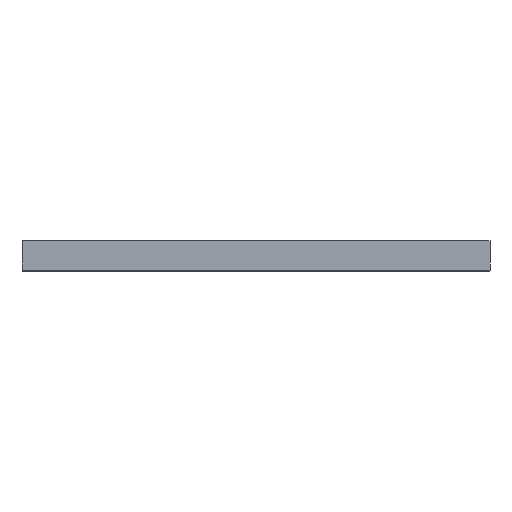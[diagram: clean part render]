
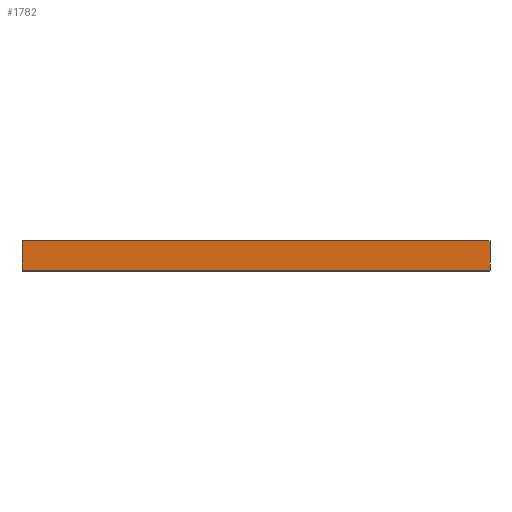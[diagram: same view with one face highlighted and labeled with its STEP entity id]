
A CAD part, top view. The second image highlights one B-rep face of the part: STEP entity #1782.
In plain terms, the highlighted planar face has unit normal (0, 0, 1).
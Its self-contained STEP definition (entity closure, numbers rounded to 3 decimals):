
#15 = LINE ( 'NONE', #61, #1279 ) ;
#61 = CARTESIAN_POINT ( 'NONE',  ( -4., 2.5, 52. ) ) ;
#134 = DIRECTION ( 'NONE',  ( 1., 0., 0. ) ) ;
#265 = EDGE_CURVE ( 'NONE', #1276, #1232, #910, .T. ) ;
#304 = LINE ( 'NONE', #1265, #2158 ) ;
#427 = DIRECTION ( 'NONE',  ( 1., 0., 0. ) ) ;
#434 = CARTESIAN_POINT ( 'NONE',  ( 36., 2.5, 52. ) ) ;
#486 = DIRECTION ( 'NONE',  ( 0., -1., 0. ) ) ;
#520 = CARTESIAN_POINT ( 'NONE',  ( -4., 0., 52. ) ) ;
#580 = CARTESIAN_POINT ( 'NONE',  ( 36., 0., 52. ) ) ;
#708 = EDGE_CURVE ( 'NONE', #2333, #1276, #15, .T. ) ;
#741 = VECTOR ( 'NONE', #2390, 1000. ) ;
#820 = ORIENTED_EDGE ( 'NONE', *, *, #708, .T. ) ;
#910 = LINE ( 'NONE', #1648, #974 ) ;
#974 = VECTOR ( 'NONE', #134, 1000. ) ;
#1065 = ORIENTED_EDGE ( 'NONE', *, *, #265, .T. ) ;
#1232 = VERTEX_POINT ( 'NONE', #580 ) ;
#1265 = CARTESIAN_POINT ( 'NONE',  ( -4., 2.5, 52. ) ) ;
#1276 = VERTEX_POINT ( 'NONE', #520 ) ;
#1279 = VECTOR ( 'NONE', #486, 1000. ) ;
#1447 = CARTESIAN_POINT ( 'NONE',  ( 36., 2.5, 52. ) ) ;
#1473 = EDGE_LOOP ( 'NONE', ( #1065, #2506, #2528, #820 ) ) ;
#1512 = VERTEX_POINT ( 'NONE', #1447 ) ;
#1648 = CARTESIAN_POINT ( 'NONE',  ( -4., 0., 52. ) ) ;
#1692 = PLANE ( 'NONE',  #2767 ) ;
#1782 = ADVANCED_FACE ( 'NONE', ( #2411 ), #1692, .F. ) ;
#2052 = EDGE_CURVE ( 'NONE', #2333, #1512, #304, .T. ) ;
#2158 = VECTOR ( 'NONE', #427, 1000. ) ;
#2333 = VERTEX_POINT ( 'NONE', #2824 ) ;
#2359 = EDGE_CURVE ( 'NONE', #1512, #1232, #2827, .T. ) ;
#2390 = DIRECTION ( 'NONE',  ( 0., -1., 0. ) ) ;
#2411 = FACE_OUTER_BOUND ( 'NONE', #1473, .T. ) ;
#2506 = ORIENTED_EDGE ( 'NONE', *, *, #2359, .F. ) ;
#2528 = ORIENTED_EDGE ( 'NONE', *, *, #2052, .F. ) ;
#2551 = DIRECTION ( 'NONE',  ( 0., 0., -1. ) ) ;
#2565 = DIRECTION ( 'NONE',  ( -1., 0., 0. ) ) ;
#2578 = CARTESIAN_POINT ( 'NONE',  ( -4., 2.5, 52. ) ) ;
#2767 = AXIS2_PLACEMENT_3D ( 'NONE', #2578, #2551, #2565 ) ;
#2824 = CARTESIAN_POINT ( 'NONE',  ( -4., 2.5, 52. ) ) ;
#2827 = LINE ( 'NONE', #434, #741 ) ;
